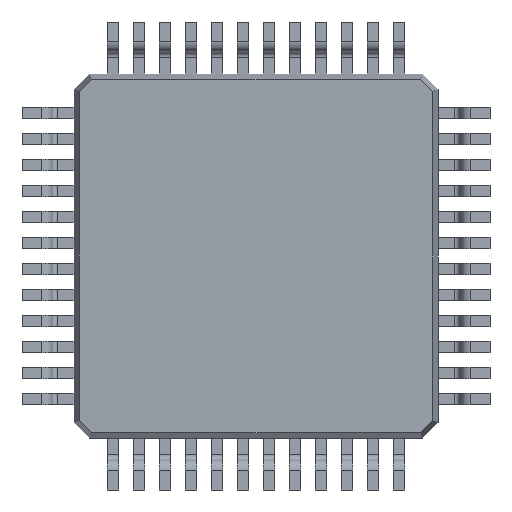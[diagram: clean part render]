
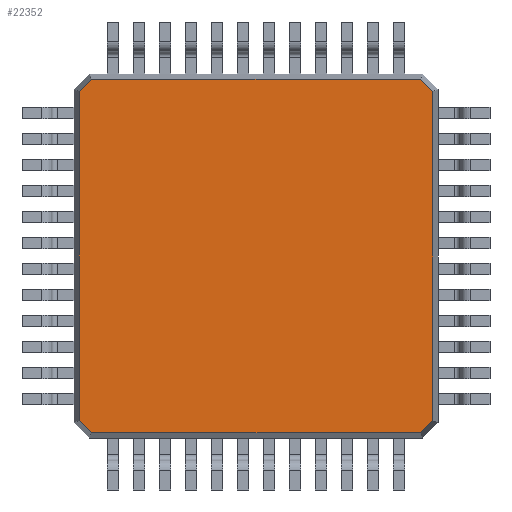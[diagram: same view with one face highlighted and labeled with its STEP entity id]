
A CAD part, front view. The second image highlights one B-rep face of the part: STEP entity #22352.
In plain terms, the highlighted planar face has unit normal (0, -1, 0).
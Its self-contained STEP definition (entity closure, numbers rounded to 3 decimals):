
#2024=FACE_OUTER_BOUND('',#3295,.T.);
#3295=EDGE_LOOP('',(#17595,#17596,#17597,#17598,#17599,#17600,#17601,#17602));
#5016=LINE('',#36989,#7465);
#5020=LINE('',#36998,#7469);
#5022=LINE('',#37002,#7471);
#5025=LINE('',#37008,#7474);
#5029=LINE('',#37014,#7478);
#5030=LINE('',#37017,#7479);
#5033=LINE('',#37023,#7482);
#5036=LINE('',#37028,#7485);
#7465=VECTOR('',#26058,10.);
#7469=VECTOR('',#26064,10.);
#7471=VECTOR('',#26068,10.);
#7474=VECTOR('',#26073,10.);
#7478=VECTOR('',#26079,10.);
#7479=VECTOR('',#26082,10.);
#7482=VECTOR('',#26087,10.);
#7485=VECTOR('',#26092,10.);
#9888=VERTEX_POINT('',#36986);
#9889=VERTEX_POINT('',#36988);
#9892=VERTEX_POINT('',#36995);
#9893=VERTEX_POINT('',#36997);
#9894=VERTEX_POINT('',#37001);
#9896=VERTEX_POINT('',#37007);
#9898=VERTEX_POINT('',#37016);
#9900=VERTEX_POINT('',#37022);
#12606=EDGE_CURVE('',#9888,#9889,#5016,.T.);
#12610=EDGE_CURVE('',#9892,#9893,#5020,.T.);
#12612=EDGE_CURVE('',#9894,#9892,#5022,.T.);
#12615=EDGE_CURVE('',#9896,#9894,#5025,.T.);
#12619=EDGE_CURVE('',#9893,#9888,#5029,.T.);
#12620=EDGE_CURVE('',#9898,#9896,#5030,.T.);
#12623=EDGE_CURVE('',#9900,#9898,#5033,.T.);
#12626=EDGE_CURVE('',#9889,#9900,#5036,.T.);
#17595=ORIENTED_EDGE('',*,*,#12610,.F.);
#17596=ORIENTED_EDGE('',*,*,#12612,.F.);
#17597=ORIENTED_EDGE('',*,*,#12615,.F.);
#17598=ORIENTED_EDGE('',*,*,#12620,.F.);
#17599=ORIENTED_EDGE('',*,*,#12623,.F.);
#17600=ORIENTED_EDGE('',*,*,#12626,.F.);
#17601=ORIENTED_EDGE('',*,*,#12606,.F.);
#17602=ORIENTED_EDGE('',*,*,#12619,.F.);
#21340=PLANE('',#23335);
#22352=ADVANCED_FACE('',(#2024),#21340,.F.);
#23335=AXIS2_PLACEMENT_3D('',#37240,#26207,#26208);
#26058=DIRECTION('',(-0.707,0.,0.707));
#26064=DIRECTION('',(-0.707,0.,-0.707));
#26068=DIRECTION('',(0.,0.,-1.));
#26073=DIRECTION('',(0.707,0.,-0.707));
#26079=DIRECTION('',(-1.,0.,0.));
#26082=DIRECTION('',(1.,0.,0.));
#26087=DIRECTION('',(0.707,0.,0.707));
#26092=DIRECTION('',(0.,0.,1.));
#26207=DIRECTION('center_axis',(0.,1.,0.));
#26208=DIRECTION('ref_axis',(1.,0.,0.));
#36986=CARTESIAN_POINT('',(-3.159,0.,-3.4));
#36988=CARTESIAN_POINT('',(-3.4,0.,-3.159));
#36989=CARTESIAN_POINT('',(-3.204,0.,-3.354));
#36995=CARTESIAN_POINT('',(3.4,0.,-3.159));
#36997=CARTESIAN_POINT('',(3.159,0.,-3.4));
#36998=CARTESIAN_POINT('',(3.354,0.,-3.204));
#37001=CARTESIAN_POINT('',(3.4,0.,3.159));
#37002=CARTESIAN_POINT('',(3.4,0.,1.6));
#37007=CARTESIAN_POINT('',(3.159,0.,3.4));
#37008=CARTESIAN_POINT('',(3.204,0.,3.354));
#37014=CARTESIAN_POINT('',(1.6,0.,-3.4));
#37016=CARTESIAN_POINT('',(-3.159,0.,3.4));
#37017=CARTESIAN_POINT('',(-1.6,0.,3.4));
#37022=CARTESIAN_POINT('',(-3.4,0.,3.159));
#37023=CARTESIAN_POINT('',(-3.354,0.,3.204));
#37028=CARTESIAN_POINT('',(-3.4,0.,-1.6));
#37240=CARTESIAN_POINT('Origin',(0.,0.,0.));
